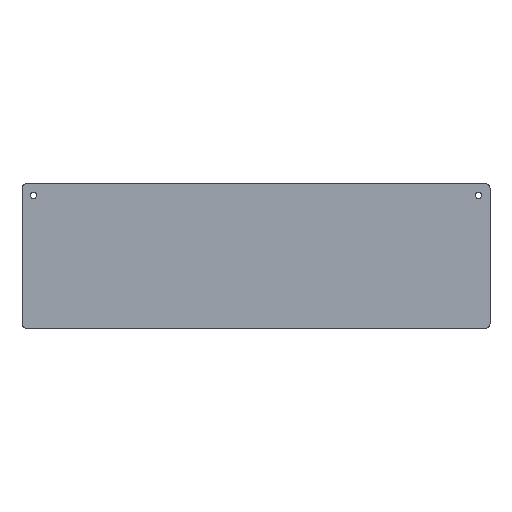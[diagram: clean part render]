
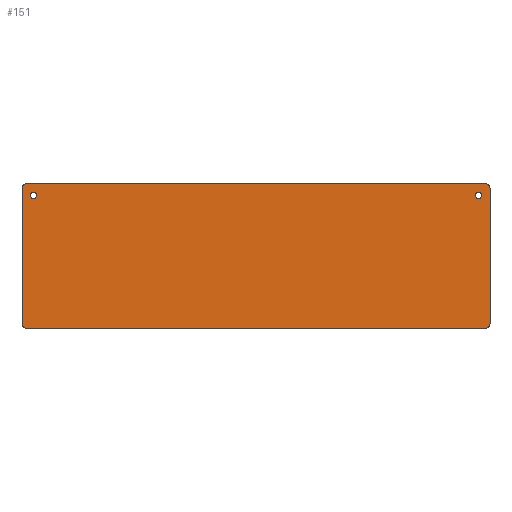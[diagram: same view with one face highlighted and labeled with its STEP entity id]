
A CAD part, top view. The second image highlights one B-rep face of the part: STEP entity #151.
In plain terms, the highlighted planar face has unit normal (0, 0, 1).
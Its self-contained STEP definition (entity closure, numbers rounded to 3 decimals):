
#5 = CARTESIAN_POINT ( 'NONE',  ( -162., 50., 1. ) ) ;
#7 = DIRECTION ( 'NONE',  ( 0., 0., 1. ) ) ;
#8 = CIRCLE ( 'NONE', #80, 3. ) ;
#13 = PLANE ( 'NONE',  #256 ) ;
#14 = DIRECTION ( 'NONE',  ( 1., 0., 0. ) ) ;
#17 = CIRCLE ( 'NONE', #491, 3. ) ;
#18 = CIRCLE ( 'NONE', #99, 2.2 ) ;
#25 = ORIENTED_EDGE ( 'NONE', *, *, #264, .T. ) ;
#34 = CARTESIAN_POINT ( 'NONE',  ( -154., 42., 1. ) ) ;
#52 = CIRCLE ( 'NONE', #347, 3. ) ;
#54 = VECTOR ( 'NONE', #478, 1000. ) ;
#56 = CARTESIAN_POINT ( 'NONE',  ( 0., 0., 1. ) ) ;
#64 = DIRECTION ( 'NONE',  ( 0., 0., -1. ) ) ;
#66 = DIRECTION ( 'NONE',  ( 1., 0., 0. ) ) ;
#70 = VERTEX_POINT ( 'NONE', #484 ) ;
#79 = DIRECTION ( 'NONE',  ( 1., 0., 0. ) ) ;
#80 = AXIS2_PLACEMENT_3D ( 'NONE', #284, #446, #452 ) ;
#81 = ORIENTED_EDGE ( 'NONE', *, *, #488, .T. ) ;
#83 = LINE ( 'NONE', #517, #91 ) ;
#87 = CARTESIAN_POINT ( 'NONE',  ( 159., 50., 1. ) ) ;
#91 = VECTOR ( 'NONE', #351, 1000. ) ;
#97 = EDGE_LOOP ( 'NONE', ( #525, #381 ) ) ;
#99 = AXIS2_PLACEMENT_3D ( 'NONE', #107, #64, #342 ) ;
#103 = EDGE_CURVE ( 'NONE', #511, #367, #154, .T. ) ;
#105 = ORIENTED_EDGE ( 'NONE', *, *, #353, .T. ) ;
#107 = CARTESIAN_POINT ( 'NONE',  ( 154., 42., 1. ) ) ;
#113 = EDGE_CURVE ( 'NONE', #274, #229, #265, .T. ) ;
#114 = CARTESIAN_POINT ( 'NONE',  ( -159., 47., 1. ) ) ;
#116 = CARTESIAN_POINT ( 'NONE',  ( -162., 50., 1. ) ) ;
#119 = ORIENTED_EDGE ( 'NONE', *, *, #370, .T. ) ;
#127 = ORIENTED_EDGE ( 'NONE', *, *, #481, .T. ) ;
#132 = LINE ( 'NONE', #5, #311 ) ;
#139 = CARTESIAN_POINT ( 'NONE',  ( 162., -47., 1. ) ) ;
#141 = DIRECTION ( 'NONE',  ( 0., 0., 1. ) ) ;
#150 = VERTEX_POINT ( 'NONE', #139 ) ;
#151 = ADVANCED_FACE ( 'NONE', ( #328, #251, #173 ), #13, .T. ) ;
#154 = CIRCLE ( 'NONE', #490, 2.2 ) ;
#162 = AXIS2_PLACEMENT_3D ( 'NONE', #368, #7, #291 ) ;
#165 = DIRECTION ( 'NONE',  ( -1., 0., 0. ) ) ;
#171 = VERTEX_POINT ( 'NONE', #208 ) ;
#173 = FACE_OUTER_BOUND ( 'NONE', #415, .T. ) ;
#197 = DIRECTION ( 'NONE',  ( 0., 0., 1. ) ) ;
#201 = VECTOR ( 'NONE', #79, 1000. ) ;
#208 = CARTESIAN_POINT ( 'NONE',  ( -162., -47., 1. ) ) ;
#211 = EDGE_CURVE ( 'NONE', #367, #511, #312, .T. ) ;
#213 = DIRECTION ( 'NONE',  ( -1., 0., 0. ) ) ;
#215 = EDGE_CURVE ( 'NONE', #270, #350, #132, .T. ) ;
#218 = CARTESIAN_POINT ( 'NONE',  ( 159., -47., 1. ) ) ;
#229 = VERTEX_POINT ( 'NONE', #250 ) ;
#234 = CARTESIAN_POINT ( 'NONE',  ( -151.8, 42., 1. ) ) ;
#247 = CARTESIAN_POINT ( 'NONE',  ( 151.8, 42., 1. ) ) ;
#250 = CARTESIAN_POINT ( 'NONE',  ( 156.2, 42., 1. ) ) ;
#251 = FACE_BOUND ( 'NONE', #97, .T. ) ;
#256 = AXIS2_PLACEMENT_3D ( 'NONE', #56, #287, #486 ) ;
#261 = ORIENTED_EDGE ( 'NONE', *, *, #103, .F. ) ;
#264 = EDGE_CURVE ( 'NONE', #70, #270, #8, .T. ) ;
#265 = CIRCLE ( 'NONE', #464, 2.2 ) ;
#266 = ORIENTED_EDGE ( 'NONE', *, *, #427, .T. ) ;
#269 = CARTESIAN_POINT ( 'NONE',  ( -159., 50., 1. ) ) ;
#270 = VERTEX_POINT ( 'NONE', #87 ) ;
#274 = VERTEX_POINT ( 'NONE', #247 ) ;
#280 = CIRCLE ( 'NONE', #475, 3. ) ;
#281 = CARTESIAN_POINT ( 'NONE',  ( -162., 47., 1. ) ) ;
#283 = ORIENTED_EDGE ( 'NONE', *, *, #215, .T. ) ;
#284 = CARTESIAN_POINT ( 'NONE',  ( 159., 47., 1. ) ) ;
#287 = DIRECTION ( 'NONE',  ( 0., 0., 1. ) ) ;
#291 = DIRECTION ( 'NONE',  ( 1., 0., 0. ) ) ;
#311 = VECTOR ( 'NONE', #213, 1000. ) ;
#312 = CIRCLE ( 'NONE', #162, 2.2 ) ;
#316 = VERTEX_POINT ( 'NONE', #335 ) ;
#320 = LINE ( 'NONE', #116, #54 ) ;
#328 = FACE_BOUND ( 'NONE', #513, .T. ) ;
#335 = CARTESIAN_POINT ( 'NONE',  ( -159., -50., 1. ) ) ;
#341 = ORIENTED_EDGE ( 'NONE', *, *, #344, .T. ) ;
#342 = DIRECTION ( 'NONE',  ( -1., 0., 0. ) ) ;
#344 = EDGE_CURVE ( 'NONE', #350, #409, #280, .T. ) ;
#347 = AXIS2_PLACEMENT_3D ( 'NONE', #429, #141, #66 ) ;
#350 = VERTEX_POINT ( 'NONE', #269 ) ;
#351 = DIRECTION ( 'NONE',  ( 0., 1., 0. ) ) ;
#353 = EDGE_CURVE ( 'NONE', #171, #316, #52, .T. ) ;
#354 = CARTESIAN_POINT ( 'NONE',  ( -162., -50., 1. ) ) ;
#355 = DIRECTION ( 'NONE',  ( 1., 0., 0. ) ) ;
#359 = DIRECTION ( 'NONE',  ( 0., 0., -1. ) ) ;
#367 = VERTEX_POINT ( 'NONE', #382 ) ;
#368 = CARTESIAN_POINT ( 'NONE',  ( -154., 42., 1. ) ) ;
#370 = EDGE_CURVE ( 'NONE', #471, #150, #17, .T. ) ;
#381 = ORIENTED_EDGE ( 'NONE', *, *, #384, .T. ) ;
#382 = CARTESIAN_POINT ( 'NONE',  ( -156.2, 42., 1. ) ) ;
#384 = EDGE_CURVE ( 'NONE', #229, #274, #18, .T. ) ;
#409 = VERTEX_POINT ( 'NONE', #281 ) ;
#415 = EDGE_LOOP ( 'NONE', ( #81, #105, #266, #119, #127, #25, #283, #341 ) ) ;
#418 = DIRECTION ( 'NONE',  ( 1., 0., 0. ) ) ;
#426 = ORIENTED_EDGE ( 'NONE', *, *, #211, .F. ) ;
#427 = EDGE_CURVE ( 'NONE', #316, #471, #444, .T. ) ;
#429 = CARTESIAN_POINT ( 'NONE',  ( -159., -47., 1. ) ) ;
#433 = CARTESIAN_POINT ( 'NONE',  ( 159., -50., 1. ) ) ;
#439 = CARTESIAN_POINT ( 'NONE',  ( 154., 42., 1. ) ) ;
#444 = LINE ( 'NONE', #354, #201 ) ;
#446 = DIRECTION ( 'NONE',  ( 0., 0., 1. ) ) ;
#452 = DIRECTION ( 'NONE',  ( 1., 0., 0. ) ) ;
#460 = DIRECTION ( 'NONE',  ( 0., 0., 1. ) ) ;
#464 = AXIS2_PLACEMENT_3D ( 'NONE', #439, #359, #165 ) ;
#471 = VERTEX_POINT ( 'NONE', #433 ) ;
#475 = AXIS2_PLACEMENT_3D ( 'NONE', #114, #509, #418 ) ;
#478 = DIRECTION ( 'NONE',  ( 0., -1., 0. ) ) ;
#481 = EDGE_CURVE ( 'NONE', #150, #70, #83, .T. ) ;
#484 = CARTESIAN_POINT ( 'NONE',  ( 162., 47., 1. ) ) ;
#486 = DIRECTION ( 'NONE',  ( 1., 0., 0. ) ) ;
#488 = EDGE_CURVE ( 'NONE', #409, #171, #320, .T. ) ;
#490 = AXIS2_PLACEMENT_3D ( 'NONE', #34, #197, #355 ) ;
#491 = AXIS2_PLACEMENT_3D ( 'NONE', #218, #460, #14 ) ;
#509 = DIRECTION ( 'NONE',  ( 0., 0., 1. ) ) ;
#511 = VERTEX_POINT ( 'NONE', #234 ) ;
#513 = EDGE_LOOP ( 'NONE', ( #426, #261 ) ) ;
#517 = CARTESIAN_POINT ( 'NONE',  ( 162., 50., 1. ) ) ;
#525 = ORIENTED_EDGE ( 'NONE', *, *, #113, .T. ) ;
